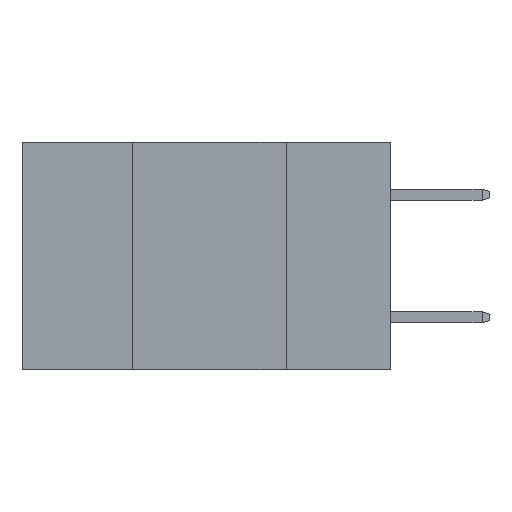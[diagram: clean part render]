
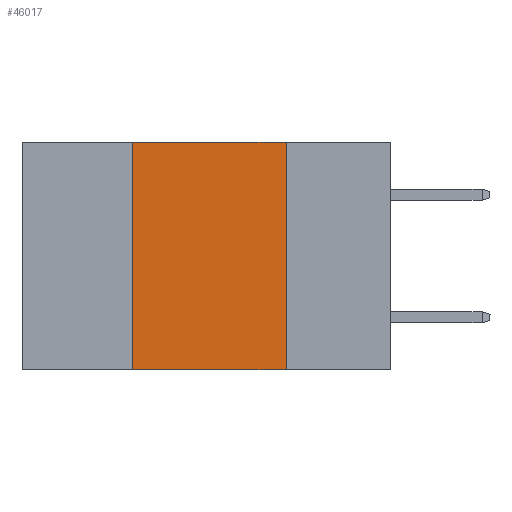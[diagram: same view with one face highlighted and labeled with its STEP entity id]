
A CAD part, left-side view. The second image highlights one B-rep face of the part: STEP entity #46017.
In plain terms, the highlighted planar face has unit normal (-1, 0, 0).
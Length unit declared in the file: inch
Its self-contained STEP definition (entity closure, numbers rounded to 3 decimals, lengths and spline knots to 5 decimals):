
#2020 = DIRECTION ( 'NONE',  ( 0., 0., -1. ) ) ;
#4052 = EDGE_LOOP ( 'NONE', ( #12443, #5194, #39122, #34959 ) ) ;
#5194 = ORIENTED_EDGE ( 'NONE', *, *, #38790, .F. ) ;
#7652 = PLANE ( 'NONE',  #16596 ) ;
#9969 = CARTESIAN_POINT ( 'NONE',  ( 0., 0.17, -0.37 ) ) ;
#11424 = EDGE_CURVE ( 'NONE', #38410, #43910, #27401, .T. ) ;
#12443 = ORIENTED_EDGE ( 'NONE', *, *, #36982, .F. ) ;
#12739 = CARTESIAN_POINT ( 'NONE',  ( 0., 0.6, 0. ) ) ;
#13240 = CARTESIAN_POINT ( 'NONE',  ( 0., 0.42, 0. ) ) ;
#13592 = CARTESIAN_POINT ( 'NONE',  ( 0., 0.42, 0. ) ) ;
#13625 = VECTOR ( 'NONE', #16822, 39.37008 ) ;
#14006 = VERTEX_POINT ( 'NONE', #34852 ) ;
#14791 = DIRECTION ( 'NONE',  ( 1., 0., 0. ) ) ;
#15450 = VECTOR ( 'NONE', #2020, 39.37008 ) ;
#16596 = AXIS2_PLACEMENT_3D ( 'NONE', #36202, #14791, #39771 ) ;
#16822 = DIRECTION ( 'NONE',  ( 0., 0., 1. ) ) ;
#19005 = DIRECTION ( 'NONE',  ( 0., -1., 0. ) ) ;
#19748 = CARTESIAN_POINT ( 'NONE',  ( 0., 0.17, 0. ) ) ;
#22439 = LINE ( 'NONE', #12739, #42549 ) ;
#23536 = FACE_OUTER_BOUND ( 'NONE', #4052, .T. ) ;
#27401 = LINE ( 'NONE', #36831, #35793 ) ;
#32157 = CARTESIAN_POINT ( 'NONE',  ( 0., 0.42, -0.37 ) ) ;
#34466 = LINE ( 'NONE', #19748, #15450 ) ;
#34852 = CARTESIAN_POINT ( 'NONE',  ( 0., 0.17, 0. ) ) ;
#34959 = ORIENTED_EDGE ( 'NONE', *, *, #11424, .T. ) ;
#35793 = VECTOR ( 'NONE', #19005, 39.37008 ) ;
#36202 = CARTESIAN_POINT ( 'NONE',  ( 0., 0.6, 0. ) ) ;
#36831 = CARTESIAN_POINT ( 'NONE',  ( 0., 0.6, -0.37 ) ) ;
#36982 = EDGE_CURVE ( 'NONE', #14006, #43910, #34466, .T. ) ;
#37747 = DIRECTION ( 'NONE',  ( 0., -1., 0. ) ) ;
#38410 = VERTEX_POINT ( 'NONE', #32157 ) ;
#38790 = EDGE_CURVE ( 'NONE', #45270, #14006, #22439, .T. ) ;
#39122 = ORIENTED_EDGE ( 'NONE', *, *, #43867, .F. ) ;
#39771 = DIRECTION ( 'NONE',  ( 0., 0., -1. ) ) ;
#42549 = VECTOR ( 'NONE', #37747, 39.37008 ) ;
#43245 = LINE ( 'NONE', #13240, #13625 ) ;
#43867 = EDGE_CURVE ( 'NONE', #38410, #45270, #43245, .T. ) ;
#43910 = VERTEX_POINT ( 'NONE', #9969 ) ;
#45270 = VERTEX_POINT ( 'NONE', #13592 ) ;
#46017 = ADVANCED_FACE ( 'NONE', ( #23536 ), #7652, .F. ) ;
